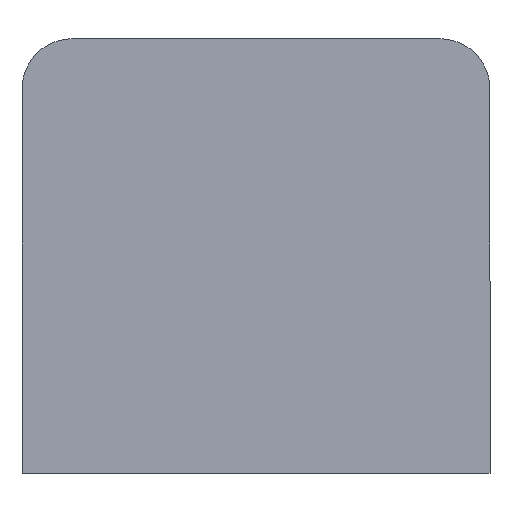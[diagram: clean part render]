
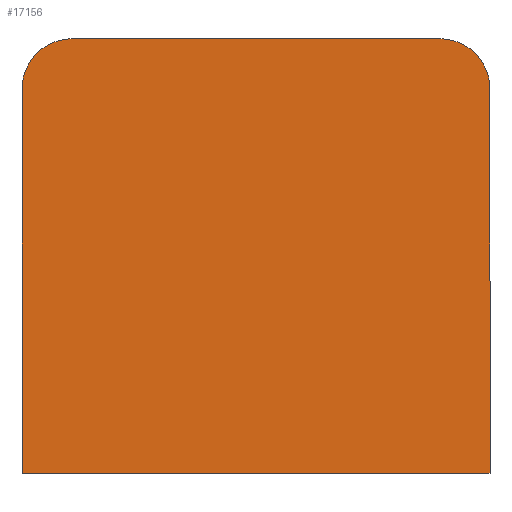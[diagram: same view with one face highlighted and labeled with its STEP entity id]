
A CAD part, top view. The second image highlights one B-rep face of the part: STEP entity #17156.
In plain terms, the highlighted planar face has unit normal (0, 0, 1).
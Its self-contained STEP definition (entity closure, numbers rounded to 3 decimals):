
#28 = AXIS2_PLACEMENT_3D ( 'NONE', #10586, #13156, #16015 ) ;
#118 = ORIENTED_EDGE ( 'NONE', *, *, #8250, .T. ) ;
#686 = CARTESIAN_POINT ( 'NONE',  ( 14., -13., 2. ) ) ;
#727 = DIRECTION ( 'NONE',  ( 1., 0., 0. ) ) ;
#754 = DIRECTION ( 'NONE',  ( 0., 1., 0. ) ) ;
#1079 = DIRECTION ( 'NONE',  ( -1., 0., 0. ) ) ;
#1097 = VECTOR ( 'NONE', #754, 1000. ) ;
#1130 = VERTEX_POINT ( 'NONE', #686 ) ;
#1177 = VERTEX_POINT ( 'NONE', #13003 ) ;
#1467 = CARTESIAN_POINT ( 'NONE',  ( -14., 13., 2. ) ) ;
#1642 = AXIS2_PLACEMENT_3D ( 'NONE', #10212, #11469, #7478 ) ;
#1680 = FACE_OUTER_BOUND ( 'NONE', #9401, .T. ) ;
#1912 = CARTESIAN_POINT ( 'NONE',  ( 14., 10., 2. ) ) ;
#1926 = LINE ( 'NONE', #16163, #12626 ) ;
#1993 = ORIENTED_EDGE ( 'NONE', *, *, #4139, .T. ) ;
#2162 = DIRECTION ( 'NONE',  ( 0., 0., 1. ) ) ;
#2435 = CARTESIAN_POINT ( 'NONE',  ( -14., -13., 2. ) ) ;
#2966 = AXIS2_PLACEMENT_3D ( 'NONE', #17141, #2162, #727 ) ;
#4139 = EDGE_CURVE ( 'NONE', #10015, #15539, #10231, .T. ) ;
#5022 = PLANE ( 'NONE',  #28 ) ;
#5091 = EDGE_CURVE ( 'NONE', #15539, #1177, #7655, .T. ) ;
#5457 = DIRECTION ( 'NONE',  ( 0., -1., 0. ) ) ;
#7478 = DIRECTION ( 'NONE',  ( 1., 0., 0. ) ) ;
#7591 = CARTESIAN_POINT ( 'NONE',  ( 14., 13., 2. ) ) ;
#7655 = LINE ( 'NONE', #1467, #12767 ) ;
#8010 = ORIENTED_EDGE ( 'NONE', *, *, #16850, .T. ) ;
#8250 = EDGE_CURVE ( 'NONE', #8461, #10366, #9715, .T. ) ;
#8461 = VERTEX_POINT ( 'NONE', #1912 ) ;
#9401 = EDGE_LOOP ( 'NONE', ( #8010, #1993, #10743, #14059, #15084, #118 ) ) ;
#9437 = CARTESIAN_POINT ( 'NONE',  ( 11., 13., 2. ) ) ;
#9464 = LINE ( 'NONE', #7591, #1097 ) ;
#9715 = CIRCLE ( 'NONE', #2966, 3. ) ;
#9922 = VECTOR ( 'NONE', #10702, 1000. ) ;
#10015 = VERTEX_POINT ( 'NONE', #15290 ) ;
#10212 = CARTESIAN_POINT ( 'NONE',  ( -11., 10., 2. ) ) ;
#10231 = CIRCLE ( 'NONE', #1642, 3. ) ;
#10330 = EDGE_CURVE ( 'NONE', #1177, #1130, #17408, .T. ) ;
#10366 = VERTEX_POINT ( 'NONE', #9437 ) ;
#10586 = CARTESIAN_POINT ( 'NONE',  ( 0., 0., 2. ) ) ;
#10609 = CARTESIAN_POINT ( 'NONE',  ( -14., 10., 2. ) ) ;
#10702 = DIRECTION ( 'NONE',  ( 1., 0., 0. ) ) ;
#10743 = ORIENTED_EDGE ( 'NONE', *, *, #5091, .T. ) ;
#11469 = DIRECTION ( 'NONE',  ( 0., 0., 1. ) ) ;
#12418 = EDGE_CURVE ( 'NONE', #1130, #8461, #9464, .T. ) ;
#12626 = VECTOR ( 'NONE', #1079, 1000. ) ;
#12767 = VECTOR ( 'NONE', #5457, 1000. ) ;
#13003 = CARTESIAN_POINT ( 'NONE',  ( -14., -13., 2. ) ) ;
#13156 = DIRECTION ( 'NONE',  ( 0., 0., 1. ) ) ;
#14059 = ORIENTED_EDGE ( 'NONE', *, *, #10330, .T. ) ;
#15084 = ORIENTED_EDGE ( 'NONE', *, *, #12418, .T. ) ;
#15290 = CARTESIAN_POINT ( 'NONE',  ( -11., 13., 2. ) ) ;
#15539 = VERTEX_POINT ( 'NONE', #10609 ) ;
#16015 = DIRECTION ( 'NONE',  ( 1., 0., 0. ) ) ;
#16163 = CARTESIAN_POINT ( 'NONE',  ( -14., 13., 2. ) ) ;
#16850 = EDGE_CURVE ( 'NONE', #10366, #10015, #1926, .T. ) ;
#17141 = CARTESIAN_POINT ( 'NONE',  ( 11., 10., 2. ) ) ;
#17156 = ADVANCED_FACE ( 'NONE', ( #1680 ), #5022, .T. ) ;
#17408 = LINE ( 'NONE', #2435, #9922 ) ;
